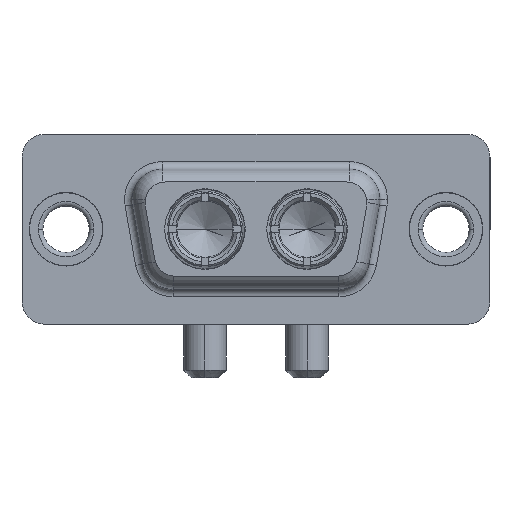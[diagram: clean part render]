
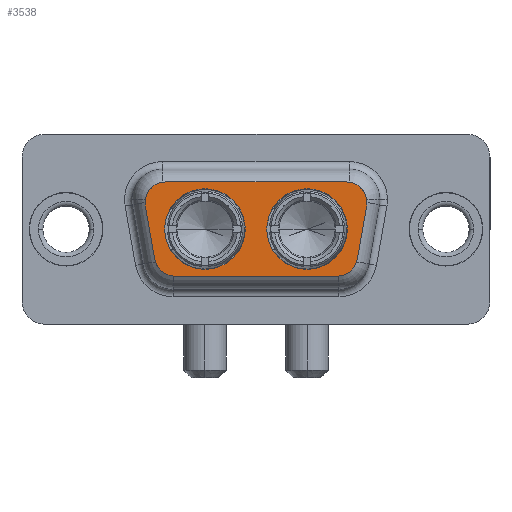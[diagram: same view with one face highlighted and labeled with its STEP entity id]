
A CAD part, top view. The second image highlights one B-rep face of the part: STEP entity #3538.
In plain terms, the highlighted planar face has unit normal (0, 0, 1).
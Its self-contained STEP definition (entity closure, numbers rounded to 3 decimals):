
#23 = CIRCLE ( 'NONE', #1701, 2.65 ) ;
#75 = ORIENTED_EDGE ( 'NONE', *, *, #3610, .F. ) ;
#116 = CARTESIAN_POINT ( 'NONE',  ( 7.167, -1.75, 6.2 ) ) ;
#436 = DIRECTION ( 'NONE',  ( -1., 0., 0. ) ) ;
#437 = EDGE_CURVE ( 'NONE', #9918, #2147, #10260, .T. ) ;
#539 = ORIENTED_EDGE ( 'NONE', *, *, #6827, .T. ) ;
#602 = EDGE_CURVE ( 'NONE', #8421, #4277, #4903, .T. ) ;
#617 = EDGE_CURVE ( 'NONE', #3966, #5915, #7138, .T. ) ;
#737 = EDGE_CURVE ( 'NONE', #4514, #3966, #4576, .T. ) ;
#756 = EDGE_CURVE ( 'NONE', #5915, #7449, #7291, .T. ) ;
#860 = CARTESIAN_POINT ( 'NONE',  ( 9.14, 0., 6.2 ) ) ;
#903 = AXIS2_PLACEMENT_3D ( 'NONE', #860, #9713, #8876 ) ;
#917 = EDGE_LOOP ( 'NONE', ( #4298, #6267, #4452, #5325, #539, #4075, #2913, #4129, #3490 ) ) ;
#1073 = CARTESIAN_POINT ( 'NONE',  ( 17.833, -1.75, 6.2 ) ) ;
#1075 = VERTEX_POINT ( 'NONE', #1723 ) ;
#1123 = DIRECTION ( 'NONE',  ( 1., 0., 0. ) ) ;
#1310 = DIRECTION ( 'NONE',  ( -1., 0., 0. ) ) ;
#1370 = AXIS2_PLACEMENT_3D ( 'NONE', #10194, #10138, #1491 ) ;
#1433 = AXIS2_PLACEMENT_3D ( 'NONE', #7705, #6872, #1978 ) ;
#1491 = DIRECTION ( 'NONE',  ( 1., 0., 0. ) ) ;
#1534 = CIRCLE ( 'NONE', #7223, 1.35 ) ;
#1674 = CARTESIAN_POINT ( 'NONE',  ( 7.167, -3.1, 6.2 ) ) ;
#1701 = AXIS2_PLACEMENT_3D ( 'NONE', #9095, #8344, #1123 ) ;
#1723 = CARTESIAN_POINT ( 'NONE',  ( 18.51, 0., 6.2 ) ) ;
#1883 = CARTESIAN_POINT ( 'NONE',  ( 19.162, -1.984, 6.2 ) ) ;
#1978 = DIRECTION ( 'NONE',  ( 1., 0., 0. ) ) ;
#2134 = EDGE_LOOP ( 'NONE', ( #7630, #9343 ) ) ;
#2138 = CARTESIAN_POINT ( 'NONE',  ( 5.838, -1.984, 6.2 ) ) ;
#2147 = VERTEX_POINT ( 'NONE', #8503 ) ;
#2327 = CARTESIAN_POINT ( 'NONE',  ( 13.21, 0., 6.2 ) ) ;
#2431 = DIRECTION ( 'NONE',  ( 0., 0., 1. ) ) ;
#2489 = CARTESIAN_POINT ( 'NONE',  ( 5.221, 1.516, 6.2 ) ) ;
#2519 = DIRECTION ( 'NONE',  ( -1., 0., 0. ) ) ;
#2784 = AXIS2_PLACEMENT_3D ( 'NONE', #116, #3294, #2519 ) ;
#2911 = VECTOR ( 'NONE', #4142, 1000. ) ;
#2913 = ORIENTED_EDGE ( 'NONE', *, *, #617, .T. ) ;
#2994 = DIRECTION ( 'NONE',  ( 1., 0., 0. ) ) ;
#3188 = DIRECTION ( 'NONE',  ( 0., 0., 1. ) ) ;
#3211 = CARTESIAN_POINT ( 'NONE',  ( 5.2, 1.75, 6.2 ) ) ;
#3236 = DIRECTION ( 'NONE',  ( -1., 0., 0. ) ) ;
#3253 = VERTEX_POINT ( 'NONE', #2327 ) ;
#3294 = DIRECTION ( 'NONE',  ( 0., 0., 1. ) ) ;
#3387 = CARTESIAN_POINT ( 'NONE',  ( 19.779, 1.516, 6.2 ) ) ;
#3490 = ORIENTED_EDGE ( 'NONE', *, *, #8496, .T. ) ;
#3538 = ADVANCED_FACE ( 'NONE', ( #5226, #8249, #5011 ), #8405, .F. ) ;
#3610 = EDGE_CURVE ( 'NONE', #3253, #1075, #23, .T. ) ;
#3659 = EDGE_CURVE ( 'NONE', #1075, #3253, #4559, .T. ) ;
#3826 = LINE ( 'NONE', #2138, #6691 ) ;
#3966 = VERTEX_POINT ( 'NONE', #9168 ) ;
#4075 = ORIENTED_EDGE ( 'NONE', *, *, #737, .T. ) ;
#4129 = ORIENTED_EDGE ( 'NONE', *, *, #756, .T. ) ;
#4142 = DIRECTION ( 'NONE',  ( 0.174, 0.985, 0. ) ) ;
#4207 = AXIS2_PLACEMENT_3D ( 'NONE', #1073, #2431, #4868 ) ;
#4249 = CARTESIAN_POINT ( 'NONE',  ( 5.838, -1.984, 6.2 ) ) ;
#4277 = VERTEX_POINT ( 'NONE', #9054 ) ;
#4298 = ORIENTED_EDGE ( 'NONE', *, *, #6443, .T. ) ;
#4452 = ORIENTED_EDGE ( 'NONE', *, *, #5939, .T. ) ;
#4514 = VERTEX_POINT ( 'NONE', #5341 ) ;
#4559 = CIRCLE ( 'NONE', #1370, 2.65 ) ;
#4576 = LINE ( 'NONE', #6039, #9483 ) ;
#4598 = CARTESIAN_POINT ( 'NONE',  ( 6.49, 0., 6.2 ) ) ;
#4743 = DIRECTION ( 'NONE',  ( 0., 0., 1. ) ) ;
#4790 = CARTESIAN_POINT ( 'NONE',  ( 11.79, 0., 6.2 ) ) ;
#4868 = DIRECTION ( 'NONE',  ( -1., 0., 0. ) ) ;
#4903 = LINE ( 'NONE', #3387, #2911 ) ;
#5011 = FACE_OUTER_BOUND ( 'NONE', #917, .T. ) ;
#5107 = EDGE_CURVE ( 'NONE', #8641, #6243, #6094, .T. ) ;
#5197 = CIRCLE ( 'NONE', #7523, 2.65 ) ;
#5226 = FACE_BOUND ( 'NONE', #7047, .T. ) ;
#5287 = AXIS2_PLACEMENT_3D ( 'NONE', #9080, #9023, #8870 ) ;
#5325 = ORIENTED_EDGE ( 'NONE', *, *, #602, .T. ) ;
#5333 = CIRCLE ( 'NONE', #2784, 1.35 ) ;
#5341 = CARTESIAN_POINT ( 'NONE',  ( 18.45, 3.1, 6.2 ) ) ;
#5393 = CIRCLE ( 'NONE', #4207, 1.35 ) ;
#5915 = VERTEX_POINT ( 'NONE', #3211 ) ;
#5939 = EDGE_CURVE ( 'NONE', #2147, #8421, #5393, .T. ) ;
#5945 = VECTOR ( 'NONE', #2994, 1000. ) ;
#6039 = CARTESIAN_POINT ( 'NONE',  ( 6.55, 3.1, 6.2 ) ) ;
#6060 = DIRECTION ( 'NONE',  ( 0., 0., -1. ) ) ;
#6094 = CIRCLE ( 'NONE', #903, 2.65 ) ;
#6243 = VERTEX_POINT ( 'NONE', #4598 ) ;
#6267 = ORIENTED_EDGE ( 'NONE', *, *, #437, .T. ) ;
#6282 = CARTESIAN_POINT ( 'NONE',  ( 17.833, -3.1, 6.2 ) ) ;
#6358 = CARTESIAN_POINT ( 'NONE',  ( 9.14, 0., 6.2 ) ) ;
#6443 = EDGE_CURVE ( 'NONE', #6994, #9918, #5333, .T. ) ;
#6487 = ORIENTED_EDGE ( 'NONE', *, *, #3659, .F. ) ;
#6691 = VECTOR ( 'NONE', #7704, 1000. ) ;
#6723 = AXIS2_PLACEMENT_3D ( 'NONE', #6741, #6060, #436 ) ;
#6741 = CARTESIAN_POINT ( 'NONE',  ( 7.167, -1.75, 6.2 ) ) ;
#6827 = EDGE_CURVE ( 'NONE', #4277, #4514, #1534, .T. ) ;
#6872 = DIRECTION ( 'NONE',  ( 0., 0., 1. ) ) ;
#6994 = VERTEX_POINT ( 'NONE', #4249 ) ;
#7047 = EDGE_LOOP ( 'NONE', ( #6487, #75 ) ) ;
#7094 = DIRECTION ( 'NONE',  ( 1., 0., 0. ) ) ;
#7138 = CIRCLE ( 'NONE', #5287, 1.35 ) ;
#7223 = AXIS2_PLACEMENT_3D ( 'NONE', #7338, #3188, #3236 ) ;
#7291 = CIRCLE ( 'NONE', #1433, 1.35 ) ;
#7338 = CARTESIAN_POINT ( 'NONE',  ( 18.45, 1.75, 6.2 ) ) ;
#7449 = VERTEX_POINT ( 'NONE', #2489 ) ;
#7523 = AXIS2_PLACEMENT_3D ( 'NONE', #6358, #4743, #7094 ) ;
#7630 = ORIENTED_EDGE ( 'NONE', *, *, #5107, .F. ) ;
#7704 = DIRECTION ( 'NONE',  ( 0.174, -0.985, 0. ) ) ;
#7705 = CARTESIAN_POINT ( 'NONE',  ( 6.55, 1.75, 6.2 ) ) ;
#8249 = FACE_BOUND ( 'NONE', #2134, .T. ) ;
#8344 = DIRECTION ( 'NONE',  ( 0., 0., 1. ) ) ;
#8405 = PLANE ( 'NONE',  #6723 ) ;
#8421 = VERTEX_POINT ( 'NONE', #1883 ) ;
#8496 = EDGE_CURVE ( 'NONE', #7449, #6994, #3826, .T. ) ;
#8503 = CARTESIAN_POINT ( 'NONE',  ( 17.833, -3.1, 6.2 ) ) ;
#8610 = EDGE_CURVE ( 'NONE', #6243, #8641, #5197, .T. ) ;
#8641 = VERTEX_POINT ( 'NONE', #4790 ) ;
#8870 = DIRECTION ( 'NONE',  ( 1., 0., 0. ) ) ;
#8876 = DIRECTION ( 'NONE',  ( 1., 0., 0. ) ) ;
#9023 = DIRECTION ( 'NONE',  ( 0., 0., 1. ) ) ;
#9054 = CARTESIAN_POINT ( 'NONE',  ( 19.779, 1.516, 6.2 ) ) ;
#9080 = CARTESIAN_POINT ( 'NONE',  ( 6.55, 1.75, 6.2 ) ) ;
#9095 = CARTESIAN_POINT ( 'NONE',  ( 15.86, 0., 6.2 ) ) ;
#9168 = CARTESIAN_POINT ( 'NONE',  ( 6.55, 3.1, 6.2 ) ) ;
#9343 = ORIENTED_EDGE ( 'NONE', *, *, #8610, .F. ) ;
#9483 = VECTOR ( 'NONE', #1310, 1000. ) ;
#9713 = DIRECTION ( 'NONE',  ( 0., 0., 1. ) ) ;
#9918 = VERTEX_POINT ( 'NONE', #1674 ) ;
#10138 = DIRECTION ( 'NONE',  ( 0., 0., 1. ) ) ;
#10194 = CARTESIAN_POINT ( 'NONE',  ( 15.86, 0., 6.2 ) ) ;
#10260 = LINE ( 'NONE', #6282, #5945 ) ;
